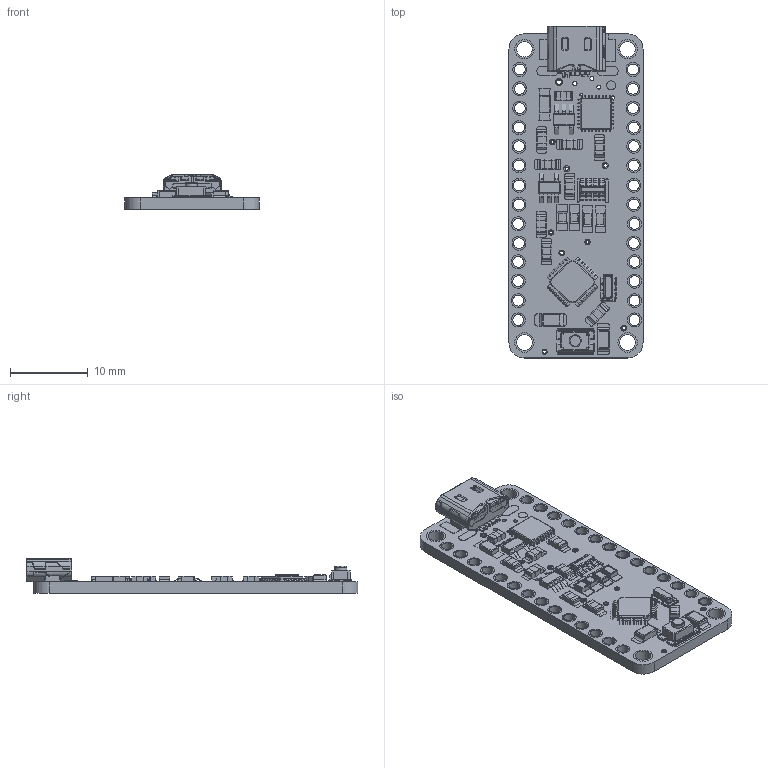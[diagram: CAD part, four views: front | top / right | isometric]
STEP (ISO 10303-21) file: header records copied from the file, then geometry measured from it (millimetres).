
FILE_DESCRIPTION(/* description */ (''),/* implementation_level */ '2;1');
FILE_NAME(/* name */ 'ArduinoMetroMini v24.step',/* time_stamp */ '2020-05-24T18:22:13+06:00',/* author */ (''),/* organization */ (''),/* preprocessor_version */ 'ST-DEVELOPER v18.1',/* originating_system */ 'Autodesk Translation Framework v9.3.0.1241',/* authorisation */ '');
FILE_SCHEMA (('AUTOMOTIVE_DESIGN { 1 0 10303 214 3 1 1 }'));
Products named in the file (1): ArduinoMetroMini
Bounding box: 17.3 x 42.8 x 4.5 mm (x, y, z)
Volume: 1138.8 mm3; surface area: 3401.9 mm2
Topology: 141 solids, 141 shells, 2494 faces, 5842 edges, 3742 vertices
Faces by surface type: plane 1422, cylinder 906, torus 110, bspline 48, sphere 4, cone 4
Full cylindrical faces by diameter (mm): 0.075 x108, 0.1 x38, 0.33 x1, 0.4 x4, 0.42 x4, 0.425 x1, 0.44 x2, 0.46 x4, 0.462 x2, 0.5 x1, 0.52 x1, 0.566 x1, 0.583 x2, 0.652 x1, 0.7 x2, 0.703 x1, 0.71 x1, 0.757 x1, 0.78 x1, 0.8 x1, 0.878 x1, 1.18 x2, 1.4 x28, 1.562 x1, 1.8 x56, 2 x4, 2.5 x8
Entity records: 73393 total; most frequent: CARTESIAN_POINT 14570, DIRECTION 12475, ORIENTED_EDGE 11676, EDGE_CURVE 5838, AXIS2_PLACEMENT_3D 4331, LINE 3813, VECTOR 3813, VERTEX_POINT 3742
